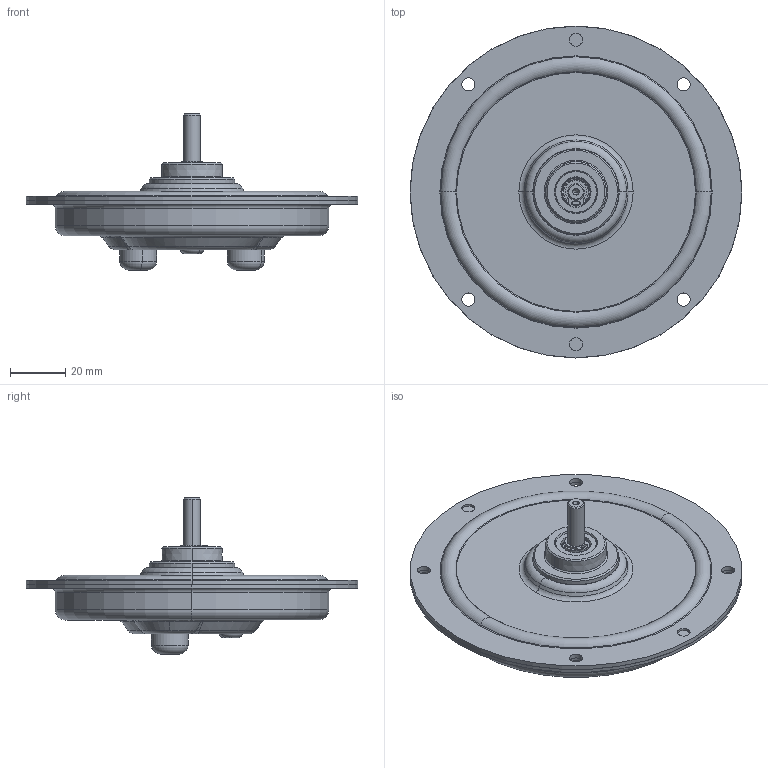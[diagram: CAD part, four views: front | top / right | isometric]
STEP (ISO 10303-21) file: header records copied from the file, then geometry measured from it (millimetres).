
FILE_DESCRIPTION (( 'STEP AP203' ), '1' );
FILE_NAME ('GPM9.STEP', '2015-04-29T10:33:42', ( '' ), ( '' ), 'SwSTEP 2.0', 'SolidWorks 2010', '' );
FILE_SCHEMA (( 'CONFIG_CONTROL_DESIGN' ));
Length unit declared in the file: millimetre
Products named in the file (1): GPM9
Bounding box: 120 x 120 x 56.43 mm (x, y, z)
Volume: 44571.2 mm3; surface area: 63049.3 mm2
Topology: 12 solids, 12 shells, 1613 faces, 4281 edges, 2822 vertices
Faces by surface type: plane 782, bspline 433, cylinder 134, sphere 128, torus 92, cone 44
Entity records: 69740 total; most frequent: CARTESIAN_POINT 32414, ORIENTED_EDGE 8554, DIRECTION 6163, EDGE_CURVE 4277, VERTEX_POINT 2822, VECTOR 2369, LINE 2369, AXIS2_PLACEMENT_3D 1897
